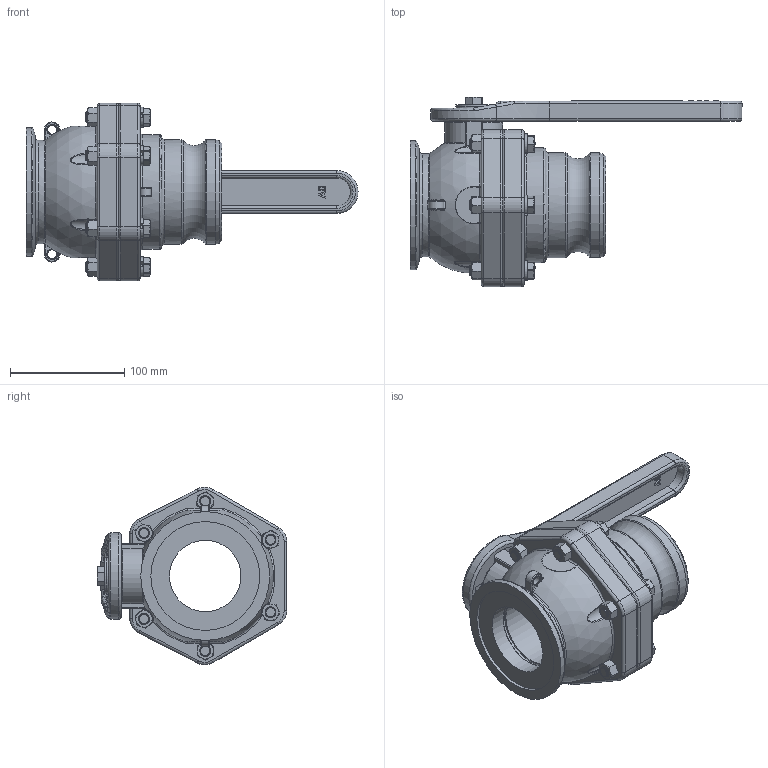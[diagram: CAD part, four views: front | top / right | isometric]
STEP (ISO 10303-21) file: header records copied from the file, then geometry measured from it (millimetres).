
FILE_DESCRIPTION(/* description */ ('3" Stubby Valve F Endplate'),/* implementation_level */ '2;1');
FILE_NAME(/* name */ 'MVSF300.stp',/* time_stamp */ '2016-02-11T15:56:28-05:00',/* author */ ('ETQ'),/* organization */ (''),/* preprocessor_version */ 'ST-DEVELOPER v16.1',/* originating_system */ 'Autodesk Inventor 2016',/* authorisation */ '');
FILE_SCHEMA (('AUTOMOTIVE_DESIGN { 1 0 10303 214 3 1 1 }'));
Length unit declared in the file: inch
Products named in the file (20): VSF30264X; VSF30264; MVS30254X; MVS30254; VX30255; VS30255M; VS30255; V25151BX; VS25151B; V20010SS; V20018; V20019; V25163; V25160; VS30258; V30265; V25153; V25121; V25020; MVSF300
Assembly tree (35 placements, depth 4):
  MVSF300
    VSF30264
      VSF30264X
    MVS30254
      MVS30254X
    VS30255
      VS30255M
        VX30255
    VS25151B
      V25151BX
    V20010SS  x6
    V20018  x6
    V20019  x6
    V25163
    V25160
    VS30258  x2
    V30265
    V25153
    V25121
    V25020
Bounding box: 290.58 x 165.91 x 155.54 mm (x, y, z)
Volume: 1209456 mm3; surface area: 291152.1 mm2
Topology: 30 solids, 30 shells, 2309 faces, 5280 edges, 3100 vertices
Faces by surface type: cylinder 766, cone 634, plane 628, bspline 139, torus 120, sphere 22
Full cylindrical faces by diameter (mm): 5.537 x2, 7.798 x1, 7.874 x2, 9.525 x1, 10.312 x13, 14.275 x1, 25.4 x1, 25.527 x1, 25.806 x1, 31.496 x1, 31.521 x1, 31.75 x2, 36.525 x1, 37.084 x1, 62.484 x2, 63.5 x1, 67.869 x2, 68.072 x2, 71.12 x1, 73.152 x4, 90.424 x1, 91.44 x1, 91.757 x1, 94.996 x1, 95.25 x1, 100.203 x1, 100.33 x1, 112.725 x1, 112.776 x1
Entity records: 40352 total; most frequent: CARTESIAN_POINT 12736, ORIENTED_EDGE 5614, DIRECTION 5438, EDGE_CURVE 2807, AXIS2_PLACEMENT_3D 1943, VERTEX_POINT 1790, LINE 1552, VECTOR 1552
